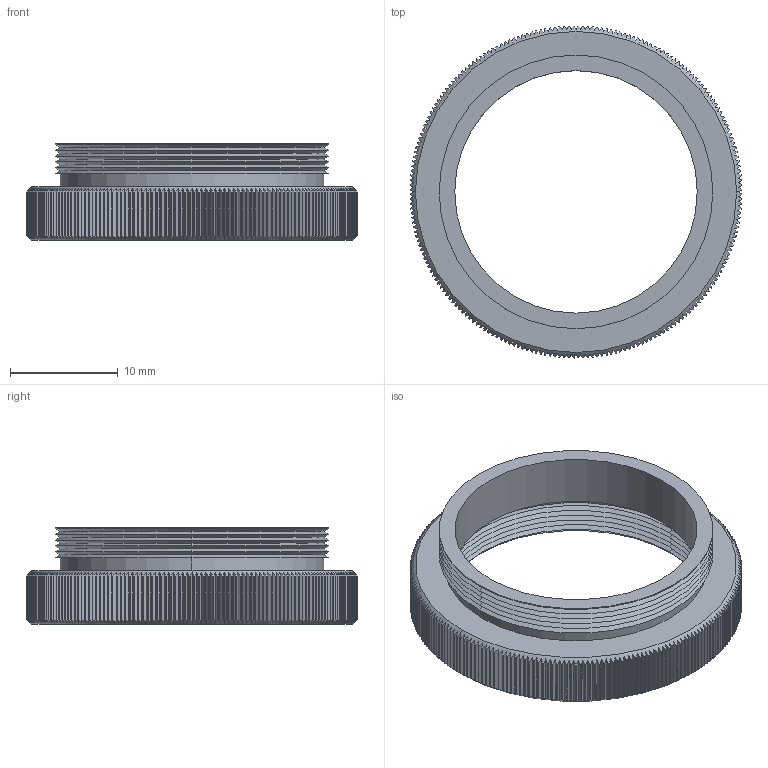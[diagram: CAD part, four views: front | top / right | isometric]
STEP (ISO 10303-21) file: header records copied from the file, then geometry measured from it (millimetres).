
FILE_DESCRIPTION (( 'STEP AP214' ), '1' );
FILE_NAME ('CSRING5MM.STEP', '2016-06-08T07:38:09', ( 'zveris' ), ( '' ), 'SwSTEP 2.0', 'SolidWorks 2015', '' );
FILE_SCHEMA (( 'AUTOMOTIVE_DESIGN' ));
Length unit declared in the file: millimetre
Products named in the file (1): CSRING5MM
Bounding box: 30.8 x 30.8 x 9 mm (x, y, z)
Volume: 1590.5 mm3; surface area: 2997.3 mm2
Topology: 1 solids, 1 shells, 722 faces, 2102 edges, 1386 vertices
Faces by surface type: plane 446, cylinder 228, cone 48
Entity records: 24702 total; most frequent: CARTESIAN_POINT 6851, ORIENTED_EDGE 4204, DIRECTION 3174, EDGE_CURVE 2102, VERTEX_POINT 1386, AXIS2_PLACEMENT_3D 1229, B_SPLINE_CURVE_WITH_KNOTS 880, EDGE_LOOP 728
